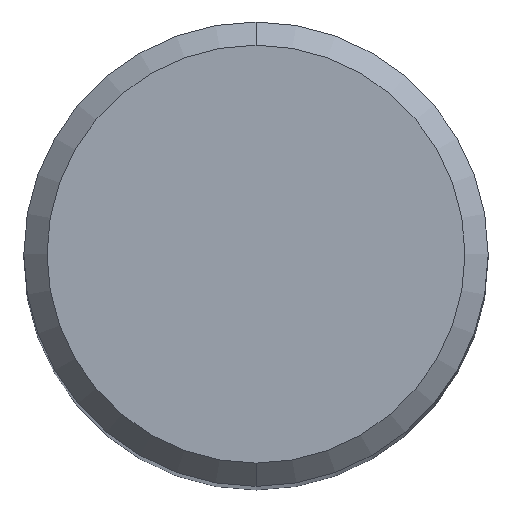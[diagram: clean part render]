
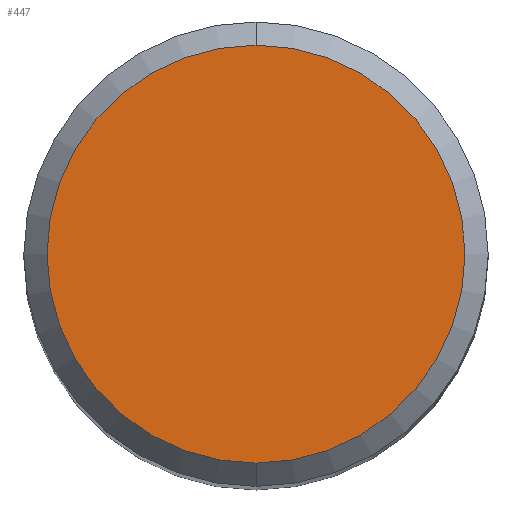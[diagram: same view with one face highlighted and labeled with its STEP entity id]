
A CAD part, top view. The second image highlights one B-rep face of the part: STEP entity #447.
In plain terms, the highlighted planar face has unit normal (0, 0, 1).
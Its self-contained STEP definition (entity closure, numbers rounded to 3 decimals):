
#227=EDGE_CURVE('',#421,#239,#542,.T.);
#239=VERTEX_POINT('',#555);
#367=EDGE_CURVE('',#239,#421,#694,.T.);
#421=VERTEX_POINT('',#753);
#447=ADVANCED_FACE('',(#780),#781,.T.);
#542=CIRCLE('',#925,3.6);
#555=CARTESIAN_POINT('',(0.0,3.6,0.0));
#694=CIRCLE('',#1208,3.6);
#753=CARTESIAN_POINT('',(0.,-3.6,0.0));
#780=FACE_OUTER_BOUND('',#1416,.T.);
#781=PLANE('',#1417);
#925=AXIS2_PLACEMENT_3D('',#1552,#1553,#1554);
#1208=AXIS2_PLACEMENT_3D('',#1711,#1712,#1713);
#1416=EDGE_LOOP('',(#1790,#1791));
#1417=AXIS2_PLACEMENT_3D('',#1792,#1793,#1794);
#1552=CARTESIAN_POINT('',(0.0,0.0,0.0));
#1553=DIRECTION('',(0.0,0.0,-1.0));
#1554=DIRECTION('',(0.0,1.0,0.0));
#1711=CARTESIAN_POINT('',(0.0,0.0,0.0));
#1712=DIRECTION('',(0.0,0.0,-1.0));
#1713=DIRECTION('',(0.0,1.0,0.0));
#1790=ORIENTED_EDGE('',*,*,#367,.F.);
#1791=ORIENTED_EDGE('',*,*,#227,.F.);
#1792=CARTESIAN_POINT('',(0.0,1.8,0.0));
#1793=DIRECTION('',(-0.0,0.0,1.0));
#1794=DIRECTION('',(0.0,-1.0,0.0));
